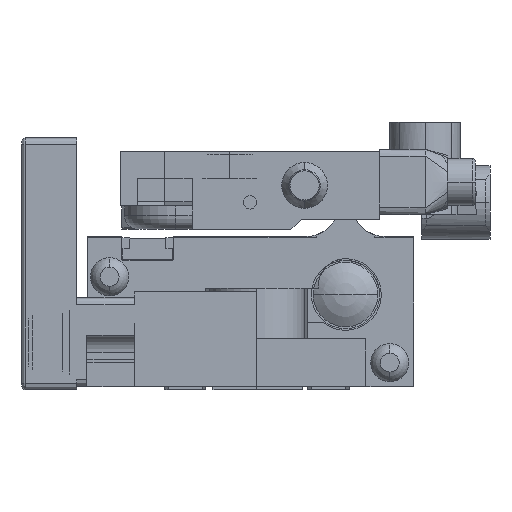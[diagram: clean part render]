
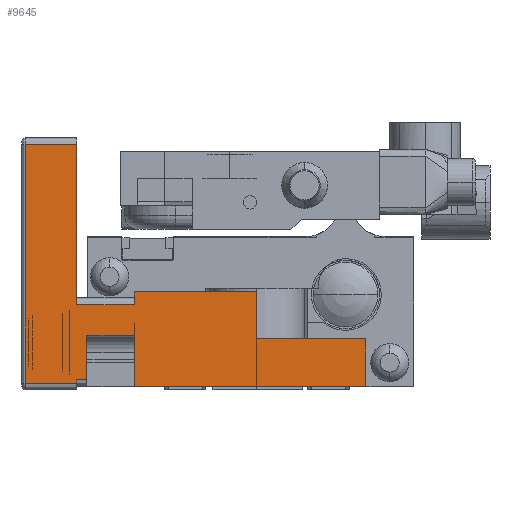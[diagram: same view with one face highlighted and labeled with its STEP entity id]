
A CAD part, left-side view. The second image highlights one B-rep face of the part: STEP entity #9645.
In plain terms, the highlighted planar face has unit normal (-1, 0, 0).
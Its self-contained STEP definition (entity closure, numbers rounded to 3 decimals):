
#3984=DIRECTION('',(0.,1.,0.));
#3985=VECTOR('',#3984,16.);
#3986=CARTESIAN_POINT('',(0.,7.,7.5));
#3987=LINE('',#3986,#3985);
#4006=DIRECTION('',(0.,1.,0.));
#4007=VECTOR('',#4006,33.95);
#4008=CARTESIAN_POINT('',(0.,7.,0.5));
#4009=LINE('',#4008,#4007);
#4013=DIRECTION('',(0.,1.,0.));
#4014=VECTOR('',#4013,7.);
#4015=CARTESIAN_POINT('',(0.,40.95,8.));
#4016=LINE('',#4015,#4014);
#4020=DIRECTION('',(0.,0.,1.));
#4021=VECTOR('',#4020,6.5);
#4022=CARTESIAN_POINT('',(0.,47.95,1.5));
#4023=LINE('',#4022,#4021);
#4027=DIRECTION('',(0.,-1.,0.));
#4028=VECTOR('',#4027,1.5);
#4029=CARTESIAN_POINT('',(0.,49.45,1.5));
#4030=LINE('',#4029,#4028);
#4034=DIRECTION('',(0.,0.,1.));
#4035=VECTOR('',#4034,0.5);
#4036=CARTESIAN_POINT('',(0.,49.45,1.));
#4037=LINE('',#4036,#4035);
#4041=DIRECTION('',(0.,-1.,0.));
#4042=VECTOR('',#4041,7.5);
#4043=CARTESIAN_POINT('',(0.,56.95,1.));
#4044=LINE('',#4043,#4042);
#4048=DIRECTION('',(0.,0.,-1.));
#4049=VECTOR('',#4048,35.);
#4050=CARTESIAN_POINT('',(0.,56.95,36.));
#4051=LINE('',#4050,#4049);
#4055=DIRECTION('',(0.,1.,0.));
#4056=VECTOR('',#4055,7.5);
#4057=CARTESIAN_POINT('',(0.,49.45,36.));
#4058=LINE('',#4057,#4056);
#4062=DIRECTION('',(0.,1.,0.));
#4063=VECTOR('',#4062,8.5);
#4064=CARTESIAN_POINT('',(0.,40.95,12.5));
#4065=LINE('',#4064,#4063);
#4069=DIRECTION('',(0.,-1.,0.));
#4070=VECTOR('',#4069,17.95);
#4071=CARTESIAN_POINT('',(0.,40.95,14.4));
#4072=LINE('',#4071,#4070);
#4076=DIRECTION('',(0.,0.,1.));
#4077=VECTOR('',#4076,6.9);
#4078=CARTESIAN_POINT('',(0.,23.,7.5));
#4079=LINE('',#4078,#4077);
#4083=DIRECTION('',(0.,0.,-1.));
#4084=VECTOR('',#4083,7.);
#4085=CARTESIAN_POINT('',(0.,7.,7.5));
#4086=LINE('',#4085,#4084);
#4104=DIRECTION('',(0.,0.,-1.));
#4105=VECTOR('',#4104,1.9);
#4106=CARTESIAN_POINT('',(0.,40.95,14.4));
#4107=LINE('',#4106,#4105);
#4176=DIRECTION('',(0.,0.,-1.));
#4177=VECTOR('',#4176,7.5);
#4178=CARTESIAN_POINT('',(0.,40.95,8.));
#4179=LINE('',#4178,#4177);
#4310=DIRECTION('',(0.,0.,1.));
#4311=VECTOR('',#4310,23.5);
#4312=CARTESIAN_POINT('',(0.,49.45,12.5));
#4313=LINE('',#4312,#4311);
#5456=CARTESIAN_POINT('',(0.,7.,7.5));
#5458=VERTEX_POINT('',#5456);
#5471=CARTESIAN_POINT('',(0.,23.,7.5));
#5473=VERTEX_POINT('',#5471);
#5480=CARTESIAN_POINT('',(0.,40.95,14.4));
#5481=CARTESIAN_POINT('',(0.,23.,14.4));
#5482=VERTEX_POINT('',#5480);
#5483=VERTEX_POINT('',#5481);
#5532=CARTESIAN_POINT('',(0.,7.,0.5));
#5533=CARTESIAN_POINT('',(0.,40.95,0.5));
#5534=VERTEX_POINT('',#5532);
#5535=VERTEX_POINT('',#5533);
#5622=CARTESIAN_POINT('',(0.,40.95,8.));
#5623=CARTESIAN_POINT('',(0.,47.95,8.));
#5624=VERTEX_POINT('',#5622);
#5625=VERTEX_POINT('',#5623);
#5634=CARTESIAN_POINT('',(0.,47.95,1.5));
#5636=VERTEX_POINT('',#5634);
#5640=CARTESIAN_POINT('',(0.,49.45,1.5));
#5641=VERTEX_POINT('',#5640);
#5642=CARTESIAN_POINT('',(0.,49.45,1.));
#5643=VERTEX_POINT('',#5642);
#5655=CARTESIAN_POINT('',(0.,49.45,36.));
#5657=VERTEX_POINT('',#5655);
#5674=CARTESIAN_POINT('',(0.,40.95,12.5));
#5675=CARTESIAN_POINT('',(0.,49.45,12.5));
#5676=VERTEX_POINT('',#5674);
#5677=VERTEX_POINT('',#5675);
#5726=CARTESIAN_POINT('',(0.,56.95,1.));
#5728=VERTEX_POINT('',#5726);
#5754=CARTESIAN_POINT('',(0.,56.95,36.));
#5755=VERTEX_POINT('',#5754);
#9608=CARTESIAN_POINT('',(0.,0.,0.));
#9609=DIRECTION('',(1.,0.,0.));
#9610=DIRECTION('',(0.,1.,0.));
#9611=AXIS2_PLACEMENT_3D('',#9608,#9609,#9610);
#9612=PLANE('',#9611);
#9613=ORIENTED_EDGE('',*,*,#6630,.T.);
#9615=ORIENTED_EDGE('',*,*,#9614,.F.);
#9617=ORIENTED_EDGE('',*,*,#9616,.T.);
#9619=ORIENTED_EDGE('',*,*,#9618,.F.);
#9621=ORIENTED_EDGE('',*,*,#9620,.F.);
#9623=ORIENTED_EDGE('',*,*,#9622,.F.);
#9625=ORIENTED_EDGE('',*,*,#9624,.F.);
#9627=ORIENTED_EDGE('',*,*,#9626,.F.);
#9629=ORIENTED_EDGE('',*,*,#9628,.F.);
#9631=ORIENTED_EDGE('',*,*,#9630,.F.);
#9633=ORIENTED_EDGE('',*,*,#9632,.F.);
#9635=ORIENTED_EDGE('',*,*,#9634,.F.);
#9637=ORIENTED_EDGE('',*,*,#9636,.T.);
#9639=ORIENTED_EDGE('',*,*,#9638,.F.);
#9640=ORIENTED_EDGE('',*,*,#9597,.F.);
#9642=ORIENTED_EDGE('',*,*,#9641,.T.);
#9643=EDGE_LOOP('',(#9613,#9615,#9617,#9619,#9621,#9623,#9625,#9627,#9629,#9631,
#9633,#9635,#9637,#9639,#9640,#9642));
#9644=FACE_OUTER_BOUND('',#9643,.F.);
#6630=EDGE_CURVE('',#5534,#5535,#4009,.T.);
#9597=EDGE_CURVE('',#5458,#5473,#3987,.T.);
#9614=EDGE_CURVE('',#5624,#5535,#4179,.T.);
#9616=EDGE_CURVE('',#5624,#5625,#4016,.T.);
#9618=EDGE_CURVE('',#5636,#5625,#4023,.T.);
#9620=EDGE_CURVE('',#5641,#5636,#4030,.T.);
#9622=EDGE_CURVE('',#5643,#5641,#4037,.T.);
#9624=EDGE_CURVE('',#5728,#5643,#4044,.T.);
#9626=EDGE_CURVE('',#5755,#5728,#4051,.T.);
#9628=EDGE_CURVE('',#5657,#5755,#4058,.T.);
#9630=EDGE_CURVE('',#5677,#5657,#4313,.T.);
#9632=EDGE_CURVE('',#5676,#5677,#4065,.T.);
#9634=EDGE_CURVE('',#5482,#5676,#4107,.T.);
#9636=EDGE_CURVE('',#5482,#5483,#4072,.T.);
#9638=EDGE_CURVE('',#5473,#5483,#4079,.T.);
#9641=EDGE_CURVE('',#5458,#5534,#4086,.T.);
#9645=ADVANCED_FACE('',(#9644),#9612,.F.);
